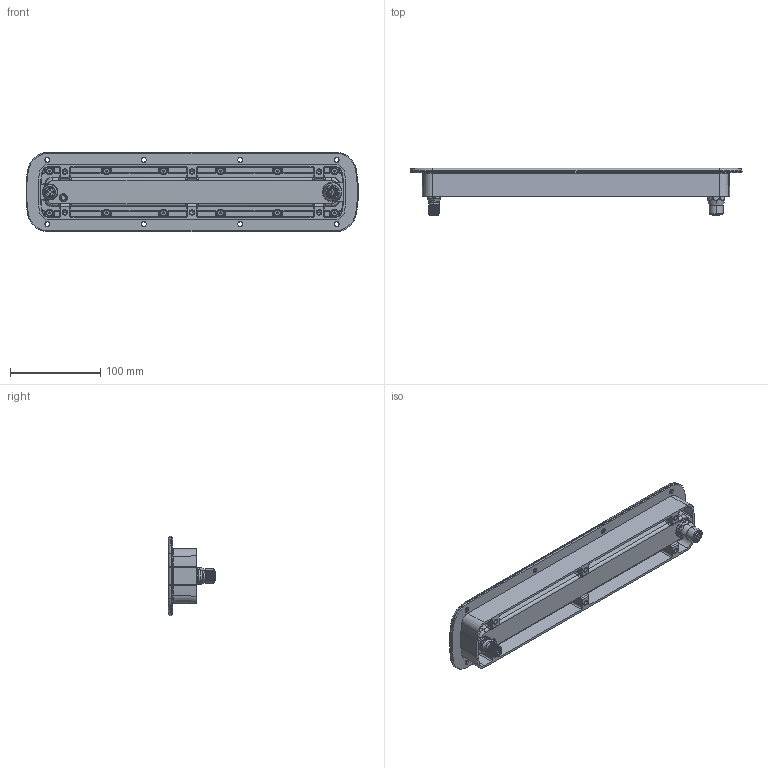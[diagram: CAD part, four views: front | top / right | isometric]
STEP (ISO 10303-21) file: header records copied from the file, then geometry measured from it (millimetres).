
FILE_DESCRIPTION((''),'2;1');
FILE_NAME('173660_ASM','2013-08-07T',('pdmadmin'),(''),'PRO/ENGINEER BY PARAMETRIC TECHNOLOGY CORPORATION, 2012300','PRO/ENGINEER BY PARAMETRIC TECHNOLOGY CORPORATION, 2012300','');
FILE_SCHEMA(('CONFIG_CONTROL_DESIGN'));
Products named in the file (13): 169170; 169652; 08427; 169653; 145997_HSG; 306-00249; 307-00176; 145997_ASM; 169172; 170031; 170069; 133697; 173660_ASM
Assembly tree (26 placements, depth 3):
  173660_ASM
    169170
    169652
    08427
    169653
    145997_ASM
      145997_HSG
      306-00249  x4
      307-00176
    169172
    170031
    170069
    133697  x12
Bounding box: 367 x 52.3 x 88 mm (x, y, z)
Volume: 315407.1 mm3; surface area: 237562.5 mm2
Topology: 25 solids, 44 shells, 3168 faces, 7952 edges, 4933 vertices
Faces by surface type: plane 1093, cylinder 1088, bspline 407, cone 284, torus 220, sphere 68, extrusion 8
Entity records: 116553 total; most frequent: CARTESIAN_POINT 51691, ORIENTED_EDGE 13824, DIRECTION 13139, EDGE_CURVE 6950, AXIS2_PLACEMENT_3D 4940, VERTEX_POINT 4337, VECTOR 3259, LINE 3251
